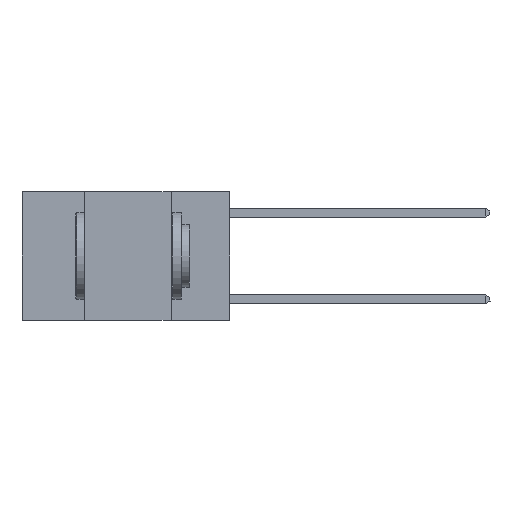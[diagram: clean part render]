
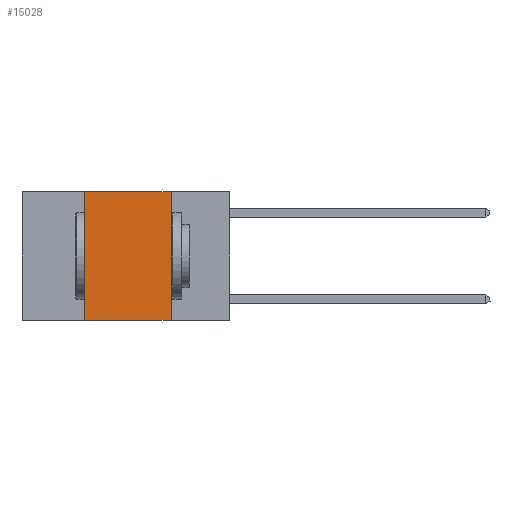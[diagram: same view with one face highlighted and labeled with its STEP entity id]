
A CAD part, left-side view. The second image highlights one B-rep face of the part: STEP entity #15028.
In plain terms, the highlighted planar face has unit normal (-1, 0, 0).
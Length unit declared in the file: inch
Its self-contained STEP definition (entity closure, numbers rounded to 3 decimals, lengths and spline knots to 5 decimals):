
#196 = ORIENTED_EDGE ( 'NONE', *, *, #12697, .F. ) ;
#354 = AXIS2_PLACEMENT_3D ( 'NONE', #12203, #3599, #13573 ) ;
#954 = VERTEX_POINT ( 'NONE', #4649 ) ;
#1132 = LINE ( 'NONE', #17531, #12217 ) ;
#1198 = VECTOR ( 'NONE', #15720, 39.37008 ) ;
#1469 = CARTESIAN_POINT ( 'NONE',  ( 0., 0.42, 0. ) ) ;
#1644 = VECTOR ( 'NONE', #10174, 39.37008 ) ;
#2910 = CARTESIAN_POINT ( 'NONE',  ( 0., 0.6, -0.37 ) ) ;
#3599 = DIRECTION ( 'NONE',  ( 1., 0., 0. ) ) ;
#4649 = CARTESIAN_POINT ( 'NONE',  ( 0., 0.42, 0. ) ) ;
#4949 = DIRECTION ( 'NONE',  ( 0., 0., -1. ) ) ;
#5199 = EDGE_LOOP ( 'NONE', ( #10077, #10774, #196, #15154 ) ) ;
#6055 = LINE ( 'NONE', #1469, #1644 ) ;
#6085 = CARTESIAN_POINT ( 'NONE',  ( 0., 0.17, -0.37 ) ) ;
#6556 = CARTESIAN_POINT ( 'NONE',  ( 0., 0.42, -0.37 ) ) ;
#6896 = VECTOR ( 'NONE', #17761, 39.37008 ) ;
#7971 = PLANE ( 'NONE',  #354 ) ;
#8718 = VERTEX_POINT ( 'NONE', #6556 ) ;
#10077 = ORIENTED_EDGE ( 'NONE', *, *, #13614, .F. ) ;
#10174 = DIRECTION ( 'NONE',  ( 0., 0., 1. ) ) ;
#10643 = LINE ( 'NONE', #16414, #6896 ) ;
#10774 = ORIENTED_EDGE ( 'NONE', *, *, #15737, .F. ) ;
#11792 = EDGE_CURVE ( 'NONE', #8718, #14768, #16390, .T. ) ;
#12203 = CARTESIAN_POINT ( 'NONE',  ( 0., 0.6, 0. ) ) ;
#12217 = VECTOR ( 'NONE', #4949, 39.37008 ) ;
#12697 = EDGE_CURVE ( 'NONE', #8718, #954, #6055, .T. ) ;
#13573 = DIRECTION ( 'NONE',  ( 0., 0., -1. ) ) ;
#13614 = EDGE_CURVE ( 'NONE', #16900, #14768, #1132, .T. ) ;
#14768 = VERTEX_POINT ( 'NONE', #6085 ) ;
#15028 = ADVANCED_FACE ( 'NONE', ( #16949 ), #7971, .F. ) ;
#15154 = ORIENTED_EDGE ( 'NONE', *, *, #11792, .T. ) ;
#15720 = DIRECTION ( 'NONE',  ( 0., -1., 0. ) ) ;
#15737 = EDGE_CURVE ( 'NONE', #954, #16900, #10643, .T. ) ;
#16390 = LINE ( 'NONE', #2910, #1198 ) ;
#16414 = CARTESIAN_POINT ( 'NONE',  ( 0., 0.6, 0. ) ) ;
#16900 = VERTEX_POINT ( 'NONE', #17859 ) ;
#16949 = FACE_OUTER_BOUND ( 'NONE', #5199, .T. ) ;
#17531 = CARTESIAN_POINT ( 'NONE',  ( 0., 0.17, 0. ) ) ;
#17761 = DIRECTION ( 'NONE',  ( 0., -1., 0. ) ) ;
#17859 = CARTESIAN_POINT ( 'NONE',  ( 0., 0.17, 0. ) ) ;
